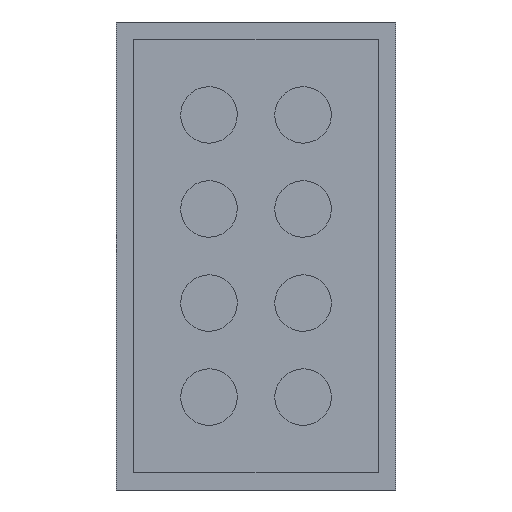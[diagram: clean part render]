
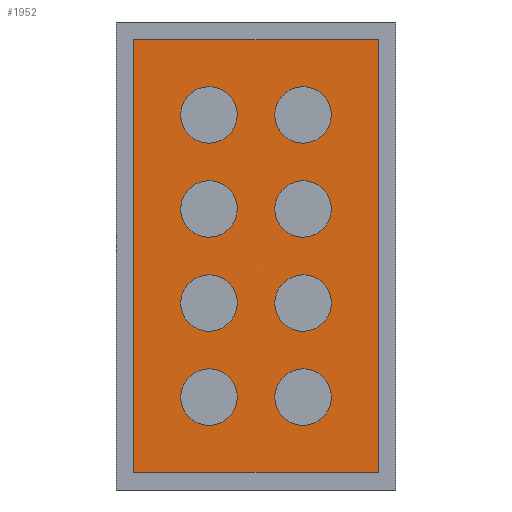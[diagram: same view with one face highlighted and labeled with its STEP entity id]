
A CAD part, front view. The second image highlights one B-rep face of the part: STEP entity #1952.
In plain terms, the highlighted planar face has unit normal (0, -1, 0).
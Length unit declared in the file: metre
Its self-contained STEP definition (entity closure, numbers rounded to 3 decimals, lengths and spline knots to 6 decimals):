
#108 = CARTESIAN_POINT('NONE', (0.26416, 0.04318, 0.46736));
#109 = VERTEX_POINT('NONE', #108);
#110 = CARTESIAN_POINT('NONE', (-0.26416, 0.04318, 0.46736));
#111 = VERTEX_POINT('NONE', #110);
#116 = CARTESIAN_POINT('NONE', (-0.26416, 0.04318, -0.46736));
#117 = VERTEX_POINT('NONE', #116);
#120 = CARTESIAN_POINT('NONE', (0.26416, 0.04318, -0.46736));
#121 = VERTEX_POINT('NONE', #120);
#704 = DIRECTION('NONE', (-1, 0, 0));
#705 = VECTOR('NONE', #704, 1);
#706 = CARTESIAN_POINT('NONE', (0.26416, 0.04318, 0.46736));
#707 = LINE('NONE', #706, #705);
#720 = DIRECTION('NONE', (0, 0, -1));
#721 = VECTOR('NONE', #720, 1);
#722 = CARTESIAN_POINT('NONE', (-0.26416, 0.04318, 0.46736));
#723 = LINE('NONE', #722, #721);
#732 = DIRECTION('NONE', (1, 0, 0));
#733 = VECTOR('NONE', #732, 1);
#734 = CARTESIAN_POINT('NONE', (-0.26416, 0.04318, -0.46736));
#735 = LINE('NONE', #734, #733);
#744 = DIRECTION('NONE', (0, 0, 1));
#745 = VECTOR('NONE', #744, 1);
#746 = CARTESIAN_POINT('NONE', (0.26416, 0.04318, -0.46736));
#747 = LINE('NONE', #746, #745);
#854 = EDGE_CURVE('NONE', #109, #111, #707, .T.);
#858 = EDGE_CURVE('NONE', #111, #117, #723, .T.);
#861 = EDGE_CURVE('NONE', #117, #121, #735, .T.);
#864 = EDGE_CURVE('NONE', #121, #109, #747, .T.);
#1117 = ORIENTED_EDGE('NONE', *, *, #854, .T.);
#1118 = ORIENTED_EDGE('NONE', *, *, #858, .T.);
#1119 = ORIENTED_EDGE('NONE', *, *, #861, .T.);
#1120 = ORIENTED_EDGE('NONE', *, *, #864, .T.);
#1121 = EDGE_LOOP('NONE', (#1117, #1118, #1119, #1120));
#1770 = CARTESIAN_POINT('NONE', (0, 0.04318, -0));
#1771 = DIRECTION('NONE', (0, -1, -0));
#1772 = AXIS2_PLACEMENT_3D('NONE', #1770, #1771, $);
#1773 = PLANE('NONE', #1772);
#1951 = FACE_OUTER_BOUND('NONE', #1121, .T.);
#1952 = ADVANCED_FACE('NONE', (#1951), #1773, .T.);
